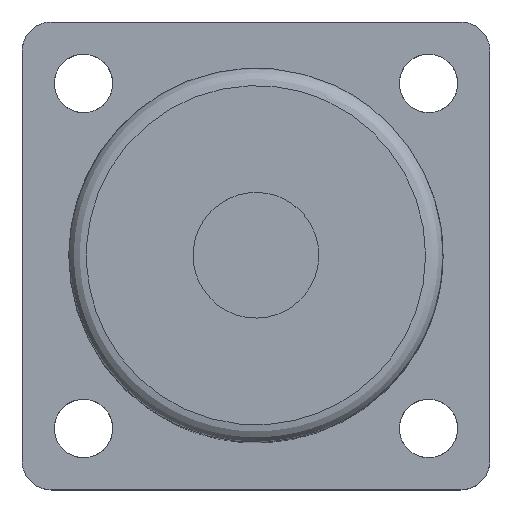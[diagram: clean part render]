
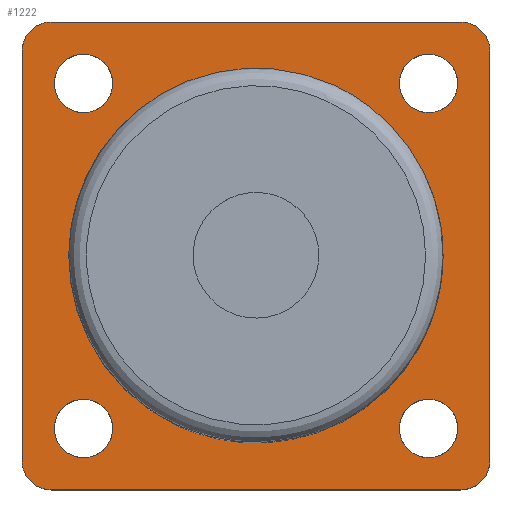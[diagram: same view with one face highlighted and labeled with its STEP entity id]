
A CAD part, top view. The second image highlights one B-rep face of the part: STEP entity #1222.
In plain terms, the highlighted free-form (B-spline) face has degree [1, 1] with [2, 2] control points.
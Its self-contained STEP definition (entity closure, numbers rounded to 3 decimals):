
#22 = VERTEX_POINT('',#23);
#23 = CARTESIAN_POINT('',(20.866,-25.125,2.129
    ));
#41 = EDGE_CURVE('',#22,#22,#42,.T.);
#42 = ( BOUNDED_CURVE() B_SPLINE_CURVE(2,(#43,#44,#45,#46,#47,#48,#49),
.UNSPECIFIED.,.T.,.F.) B_SPLINE_CURVE_WITH_KNOTS((3,2,2,3),(
    3.142,5.236,7.33,9.425),
.PIECEWISE_BEZIER_KNOTS.) CURVE() GEOMETRIC_REPRESENTATION_ITEM() 
RATIONAL_B_SPLINE_CURVE((1.,0.5,1.,0.5,1.,0.5,1.)) REPRESENTATION_ITEM(
  '') );
#43 = CARTESIAN_POINT('',(20.866,-25.125,2.129
    ));
#44 = CARTESIAN_POINT('',(20.866,-17.749,2.129
    ));
#45 = CARTESIAN_POINT('',(27.254,-21.437,2.129
    ));
#46 = CARTESIAN_POINT('',(33.642,-25.125,2.129
    ));
#47 = CARTESIAN_POINT('',(27.254,-28.813,2.129
    ));
#48 = CARTESIAN_POINT('',(20.866,-32.501,2.129
    ));
#49 = CARTESIAN_POINT('',(20.866,-25.125,2.129
    ));
#74 = VERTEX_POINT('',#75);
#75 = CARTESIAN_POINT('',(-29.383,-25.125,2.129
    ));
#93 = EDGE_CURVE('',#74,#74,#94,.T.);
#94 = ( BOUNDED_CURVE() B_SPLINE_CURVE(2,(#95,#96,#97,#98,#99,#100,#101)
,.UNSPECIFIED.,.T.,.F.) B_SPLINE_CURVE_WITH_KNOTS((3,2,2,3),(
    3.142,5.236,7.33,9.425),
.PIECEWISE_BEZIER_KNOTS.) CURVE() GEOMETRIC_REPRESENTATION_ITEM() 
RATIONAL_B_SPLINE_CURVE((1.,0.5,1.,0.5,1.,0.5,1.)) REPRESENTATION_ITEM(
  '') );
#95 = CARTESIAN_POINT('',(-29.383,-25.125,2.129
    ));
#96 = CARTESIAN_POINT('',(-29.383,-17.749,2.129
    ));
#97 = CARTESIAN_POINT('',(-22.996,-21.437,2.129
    ));
#98 = CARTESIAN_POINT('',(-16.608,-25.125,2.129
    ));
#99 = CARTESIAN_POINT('',(-22.996,-28.813,2.129
    ));
#100 = CARTESIAN_POINT('',(-29.383,-32.501,
    2.129));
#101 = CARTESIAN_POINT('',(-29.383,-25.125,
    2.129));
#126 = VERTEX_POINT('',#127);
#127 = CARTESIAN_POINT('',(-29.383,25.125,
    2.129));
#145 = EDGE_CURVE('',#126,#126,#146,.T.);
#146 = ( BOUNDED_CURVE() B_SPLINE_CURVE(2,(#147,#148,#149,#150,#151,#152
,#153),.UNSPECIFIED.,.T.,.F.) B_SPLINE_CURVE_WITH_KNOTS((3,2,2,3),(
    3.142,5.236,7.33,9.425),
.PIECEWISE_BEZIER_KNOTS.) CURVE() GEOMETRIC_REPRESENTATION_ITEM() 
RATIONAL_B_SPLINE_CURVE((1.,0.5,1.,0.5,1.,0.5,1.)) REPRESENTATION_ITEM(
  '') );
#147 = CARTESIAN_POINT('',(-29.383,25.125,
    2.129));
#148 = CARTESIAN_POINT('',(-29.383,32.501,
    2.129));
#149 = CARTESIAN_POINT('',(-22.996,28.813,
    2.129));
#150 = CARTESIAN_POINT('',(-16.608,25.125,
    2.129));
#151 = CARTESIAN_POINT('',(-22.996,21.437,
    2.129));
#152 = CARTESIAN_POINT('',(-29.383,17.749,
    2.129));
#153 = CARTESIAN_POINT('',(-29.383,25.125,
    2.129));
#178 = VERTEX_POINT('',#179);
#179 = CARTESIAN_POINT('',(20.866,25.125,
    2.129));
#197 = EDGE_CURVE('',#178,#178,#198,.T.);
#198 = ( BOUNDED_CURVE() B_SPLINE_CURVE(2,(#199,#200,#201,#202,#203,#204
,#205),.UNSPECIFIED.,.T.,.F.) B_SPLINE_CURVE_WITH_KNOTS((3,2,2,3),(
    3.142,5.236,7.33,9.425),
.PIECEWISE_BEZIER_KNOTS.) CURVE() GEOMETRIC_REPRESENTATION_ITEM() 
RATIONAL_B_SPLINE_CURVE((1.,0.5,1.,0.5,1.,0.5,1.)) REPRESENTATION_ITEM(
  '') );
#199 = CARTESIAN_POINT('',(20.866,25.125,
    2.129));
#200 = CARTESIAN_POINT('',(20.866,32.501,
    2.129));
#201 = CARTESIAN_POINT('',(27.254,28.813,
    2.129));
#202 = CARTESIAN_POINT('',(33.642,25.125,
    2.129));
#203 = CARTESIAN_POINT('',(27.254,21.437,
    2.129));
#204 = CARTESIAN_POINT('',(20.866,17.749,
    2.129));
#205 = CARTESIAN_POINT('',(20.866,25.125,
    2.129));
#229 = EDGE_CURVE('',#230,#232,#234,.T.);
#230 = VERTEX_POINT('',#231);
#231 = CARTESIAN_POINT('',(29.809,34.068,
    2.129));
#232 = VERTEX_POINT('',#233);
#233 = CARTESIAN_POINT('',(34.068,29.809,
    2.129));
#234 = ( BOUNDED_CURVE() B_SPLINE_CURVE(2,(#235,#236,#237),
.UNSPECIFIED.,.F.,.F.) B_SPLINE_CURVE_WITH_KNOTS((3,3),(5.498,
7.069),.PIECEWISE_BEZIER_KNOTS.) CURVE() 
GEOMETRIC_REPRESENTATION_ITEM() RATIONAL_B_SPLINE_CURVE((1.,
0.707,1.)) REPRESENTATION_ITEM('') );
#235 = CARTESIAN_POINT('',(29.809,34.068,
    2.129));
#236 = CARTESIAN_POINT('',(34.068,34.068,
    2.129));
#237 = CARTESIAN_POINT('',(34.068,29.809,
    2.129));
#355 = EDGE_CURVE('',#356,#232,#358,.T.);
#356 = VERTEX_POINT('',#357);
#357 = CARTESIAN_POINT('',(34.068,-29.809,
    2.129));
#358 = B_SPLINE_CURVE_WITH_KNOTS('',1,(#359,#360),.UNSPECIFIED.,.F.,.F.,
  (2,2),(5.,75.),.PIECEWISE_BEZIER_KNOTS.);
#359 = CARTESIAN_POINT('',(34.068,-29.809,
    2.129));
#360 = CARTESIAN_POINT('',(34.068,29.809,
    2.129));
#376 = EDGE_CURVE('',#356,#377,#379,.T.);
#377 = VERTEX_POINT('',#378);
#378 = CARTESIAN_POINT('',(29.809,-34.068,2.129)
  );
#379 = ( BOUNDED_CURVE() B_SPLINE_CURVE(2,(#380,#381,#382),
.UNSPECIFIED.,.F.,.F.) B_SPLINE_CURVE_WITH_KNOTS((3,3),(5.498,
7.069),.PIECEWISE_BEZIER_KNOTS.) CURVE() 
GEOMETRIC_REPRESENTATION_ITEM() RATIONAL_B_SPLINE_CURVE((1.,
0.707,1.)) REPRESENTATION_ITEM('') );
#380 = CARTESIAN_POINT('',(34.068,-29.809,
    2.129));
#381 = CARTESIAN_POINT('',(34.068,-34.068,2.129)
  );
#382 = CARTESIAN_POINT('',(29.809,-34.068,2.129)
  );
#403 = VERTEX_POINT('',#404);
#404 = CARTESIAN_POINT('',(-29.809,-34.068,2.129)
  );
#409 = EDGE_CURVE('',#403,#410,#412,.T.);
#410 = VERTEX_POINT('',#411);
#411 = CARTESIAN_POINT('',(-34.068,-29.809,2.129)
  );
#412 = ( BOUNDED_CURVE() B_SPLINE_CURVE(2,(#413,#414,#415),
.UNSPECIFIED.,.F.,.F.) B_SPLINE_CURVE_WITH_KNOTS((3,3),(5.498,
7.069),.PIECEWISE_BEZIER_KNOTS.) CURVE() 
GEOMETRIC_REPRESENTATION_ITEM() RATIONAL_B_SPLINE_CURVE((1.,
0.707,1.)) REPRESENTATION_ITEM('') );
#413 = CARTESIAN_POINT('',(-29.809,-34.068,2.129)
  );
#414 = CARTESIAN_POINT('',(-34.068,-34.068,2.129));
#415 = CARTESIAN_POINT('',(-34.068,-29.809,2.129)
  );
#433 = EDGE_CURVE('',#434,#410,#436,.T.);
#434 = VERTEX_POINT('',#435);
#435 = CARTESIAN_POINT('',(-34.068,29.809,2.129)
  );
#436 = B_SPLINE_CURVE_WITH_KNOTS('',1,(#437,#438),.UNSPECIFIED.,.F.,.F.,
  (2,2),(5.,75.),.PIECEWISE_BEZIER_KNOTS.);
#437 = CARTESIAN_POINT('',(-34.068,29.809,2.129)
  );
#438 = CARTESIAN_POINT('',(-34.068,-29.809,2.129)
  );
#454 = EDGE_CURVE('',#434,#455,#457,.T.);
#455 = VERTEX_POINT('',#456);
#456 = CARTESIAN_POINT('',(-29.809,34.068,
    2.129));
#457 = ( BOUNDED_CURVE() B_SPLINE_CURVE(2,(#458,#459,#460),
.UNSPECIFIED.,.F.,.F.) B_SPLINE_CURVE_WITH_KNOTS((3,3),(5.498,
7.069),.PIECEWISE_BEZIER_KNOTS.) CURVE() 
GEOMETRIC_REPRESENTATION_ITEM() RATIONAL_B_SPLINE_CURVE((1.,
0.707,1.)) REPRESENTATION_ITEM('') );
#458 = CARTESIAN_POINT('',(-34.068,29.809,2.129)
  );
#459 = CARTESIAN_POINT('',(-34.068,34.068,2.129)
  );
#460 = CARTESIAN_POINT('',(-29.809,34.068,
    2.129));
#1116 = VERTEX_POINT('',#1117);
#1117 = CARTESIAN_POINT('',(-25.551,0.,
    2.129));
#1122 = EDGE_CURVE('',#1116,#1116,#1123,.T.);
#1123 = ( BOUNDED_CURVE() B_SPLINE_CURVE(2,(#1124,#1125,#1126,#1127,
#1128,#1129,#1130),.UNSPECIFIED.,.T.,.F.) B_SPLINE_CURVE_WITH_KNOTS((3,2
    ,2,3),(3.142,5.236,7.33,9.425),
.PIECEWISE_BEZIER_KNOTS.) CURVE() GEOMETRIC_REPRESENTATION_ITEM() 
RATIONAL_B_SPLINE_CURVE((1.,0.5,1.,0.5,1.,0.5,1.)) REPRESENTATION_ITEM(
  '') );
#1124 = CARTESIAN_POINT('',(-25.551,0.,
    2.129));
#1125 = CARTESIAN_POINT('',(-25.551,44.255,
    2.129));
#1126 = CARTESIAN_POINT('',(12.775,22.128,
    2.129));
#1127 = CARTESIAN_POINT('',(51.101,0.,
    2.129));
#1128 = CARTESIAN_POINT('',(12.775,-22.128,
    2.129));
#1129 = CARTESIAN_POINT('',(-25.551,-44.255,
    2.129));
#1130 = CARTESIAN_POINT('',(-25.551,0.,
    2.129));
#1197 = EDGE_CURVE('',#230,#455,#1198,.T.);
#1198 = B_SPLINE_CURVE_WITH_KNOTS('',1,(#1199,#1200),.UNSPECIFIED.,.F.,
  .F.,(2,2),(5.,75.),.PIECEWISE_BEZIER_KNOTS.);
#1199 = CARTESIAN_POINT('',(29.809,34.068,
    2.129));
#1200 = CARTESIAN_POINT('',(-29.809,34.068,
    2.129));
#1211 = EDGE_CURVE('',#403,#377,#1212,.T.);
#1212 = B_SPLINE_CURVE_WITH_KNOTS('',1,(#1213,#1214),.UNSPECIFIED.,.F.,
  .F.,(2,2),(5.,75.),.PIECEWISE_BEZIER_KNOTS.);
#1213 = CARTESIAN_POINT('',(-29.809,-34.068,2.129
    ));
#1214 = CARTESIAN_POINT('',(29.809,-34.068,2.129
    ));
#1222 = ADVANCED_FACE('',(#1223,#1233,#1236,#1239,#1242,#1245),#1248,.T.
  );
#1223 = FACE_BOUND('',#1224,.T.);
#1224 = EDGE_LOOP('',(#1225,#1226,#1227,#1228,#1229,#1230,#1231,#1232));
#1225 = ORIENTED_EDGE('',*,*,#229,.F.);
#1226 = ORIENTED_EDGE('',*,*,#1197,.T.);
#1227 = ORIENTED_EDGE('',*,*,#454,.F.);
#1228 = ORIENTED_EDGE('',*,*,#433,.T.);
#1229 = ORIENTED_EDGE('',*,*,#409,.F.);
#1230 = ORIENTED_EDGE('',*,*,#1211,.T.);
#1231 = ORIENTED_EDGE('',*,*,#376,.F.);
#1232 = ORIENTED_EDGE('',*,*,#355,.T.);
#1233 = FACE_BOUND('',#1234,.T.);
#1234 = EDGE_LOOP('',(#1235));
#1235 = ORIENTED_EDGE('',*,*,#41,.T.);
#1236 = FACE_BOUND('',#1237,.T.);
#1237 = EDGE_LOOP('',(#1238));
#1238 = ORIENTED_EDGE('',*,*,#93,.T.);
#1239 = FACE_BOUND('',#1240,.T.);
#1240 = EDGE_LOOP('',(#1241));
#1241 = ORIENTED_EDGE('',*,*,#145,.T.);
#1242 = FACE_BOUND('',#1243,.T.);
#1243 = EDGE_LOOP('',(#1244));
#1244 = ORIENTED_EDGE('',*,*,#197,.T.);
#1245 = FACE_BOUND('',#1246,.T.);
#1246 = EDGE_LOOP('',(#1247));
#1247 = ORIENTED_EDGE('',*,*,#1122,.T.);
#1248 = B_SPLINE_SURFACE_WITH_KNOTS('',1,1,(
    (#1249,#1250)
    ,(#1251,#1252
    )),.UNSPECIFIED.,.F.,.F.,.F.,(2,2),(2,2),(-40.,40.),(-40.,40.),
  .PIECEWISE_BEZIER_KNOTS.);
#1249 = CARTESIAN_POINT('',(-34.068,-34.068,2.129)
  );
#1250 = CARTESIAN_POINT('',(-34.068,34.068,2.129
    ));
#1251 = CARTESIAN_POINT('',(34.068,-34.068,2.129
    ));
#1252 = CARTESIAN_POINT('',(34.068,34.068,
    2.129));
